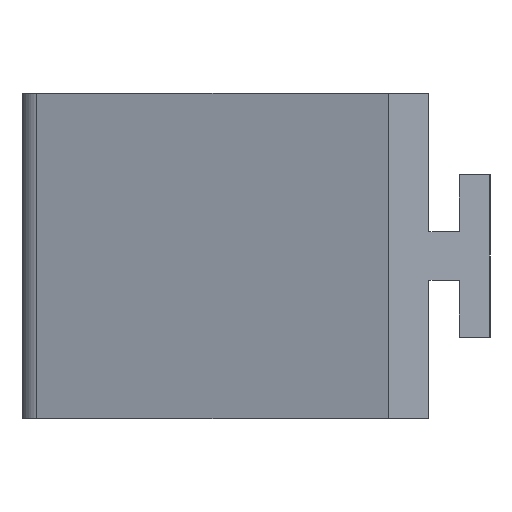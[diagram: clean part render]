
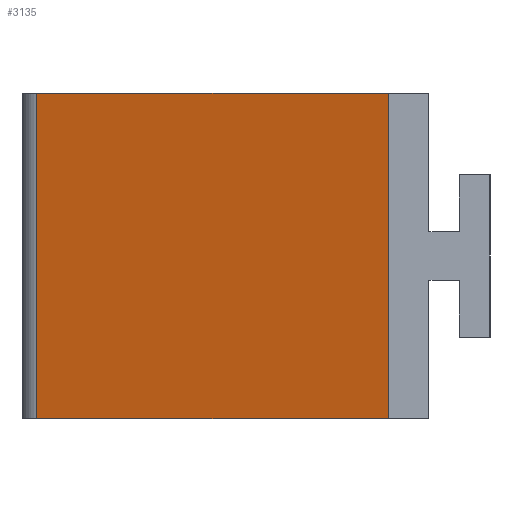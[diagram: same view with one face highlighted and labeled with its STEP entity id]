
A CAD part, left-side view. The second image highlights one B-rep face of the part: STEP entity #3135.
In plain terms, the highlighted free-form (B-spline) face has degree [1, 1] with [2, 2] control points.
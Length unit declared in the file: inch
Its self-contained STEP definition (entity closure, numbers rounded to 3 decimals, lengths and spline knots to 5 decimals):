
#3077=CARTESIAN_POINT('V224',(0.0,0.0,-1.0));
#3078=VERTEX_POINT('V224',#3077);
#3079=CARTESIAN_POINT('V141',(0.0,0.0,1.0));
#3080=VERTEX_POINT('V141',#3079);
#3081=CARTESIAN_POINT('E311',(0.0,0.0,-1.0));
#3082=CARTESIAN_POINT('E311',(0.0,0.0,1.0));
#3083=QUASI_UNIFORM_CURVE('E311',1,(#3081,#3082),.POLYLINE_FORM.,.F.,
   .U.);
#3084=EDGE_CURVE('E311',#3078,#3080,#3083,.T.);
#3108=CARTESIAN_POINT('F66',(0.64626,2.25378,
   -1.00394));
#3109=CARTESIAN_POINT('F66',(-0.00109,-0.00378,
   -1.00394));
#3110=CARTESIAN_POINT('F66',(0.64626,2.25378,
   1.00394));
#3111=CARTESIAN_POINT('F66',(-0.00109,-0.00378,
   1.00394));
#3112=B_SPLINE_SURFACE_WITH_KNOTS('F66',1,1,((#3108,#3110),(#3109,
   #3111)),.PLANE_SURF.,.F.,.F.,.U.,(2,2),(2,2),(0.0,
   1.16967),(0.0,1.0),.UNSPECIFIED.);
#3113=CARTESIAN_POINT('V140',(0.61921,2.15945,
   1.0));
#3114=VERTEX_POINT('V140',#3113);
#3115=CARTESIAN_POINT('V223',(0.61921,2.15945,
   -1.0));
#3116=VERTEX_POINT('V223',#3115);
#3117=CARTESIAN_POINT('E310',(0.61921,2.15945,
   1.0));
#3118=CARTESIAN_POINT('E310',(0.61921,2.15945,
   -1.0));
#3119=B_SPLINE_CURVE_WITH_KNOTS('E310',1,(#3117,#3118),
   .POLYLINE_FORM.,.F.,.U.,(2,2),(2.0,14.38828),
   .UNSPECIFIED.);
#3120=EDGE_CURVE('E310',#3114,#3116,#3119,.T.);
#3121=ORIENTED_EDGE('E310',*,*,#3120,.T.);
#3122=CARTESIAN_POINT('E264',(0.61921,2.15945,
   -1.0));
#3123=CARTESIAN_POINT('E264',(0.0,0.0,-1.0));
#3124=B_SPLINE_CURVE_WITH_KNOTS('E264',1,(#3122,#3123),
   .POLYLINE_FORM.,.F.,.U.,(2,2),(0.09419,
   2.34067),.UNSPECIFIED.);
#3125=EDGE_CURVE('E264',#3116,#3078,#3124,.T.);
#3126=ORIENTED_EDGE('E264',*,*,#3125,.T.);
#3127=ORIENTED_EDGE('E311',*,*,#3084,.T.);
#3128=CARTESIAN_POINT('E177',(0.0,0.0,1.0));
#3129=CARTESIAN_POINT('E177',(0.61921,2.15945,
   1.0));
#3130=B_SPLINE_CURVE_WITH_KNOTS('E177',1,(#3128,#3129),
   .POLYLINE_FORM.,.F.,.U.,(2,2),(0.0,2.24648),
   .UNSPECIFIED.);
#3131=EDGE_CURVE('E177',#3080,#3114,#3130,.T.);
#3132=ORIENTED_EDGE('E177',*,*,#3131,.T.);
#3133=EDGE_LOOP('F66',(#3121,#3126,#3127,#3132));
#3134=FACE_OUTER_BOUND('F66',#3133,.T.);
#3135=ADVANCED_FACE('F66',(#3134),#3112,.T.);
